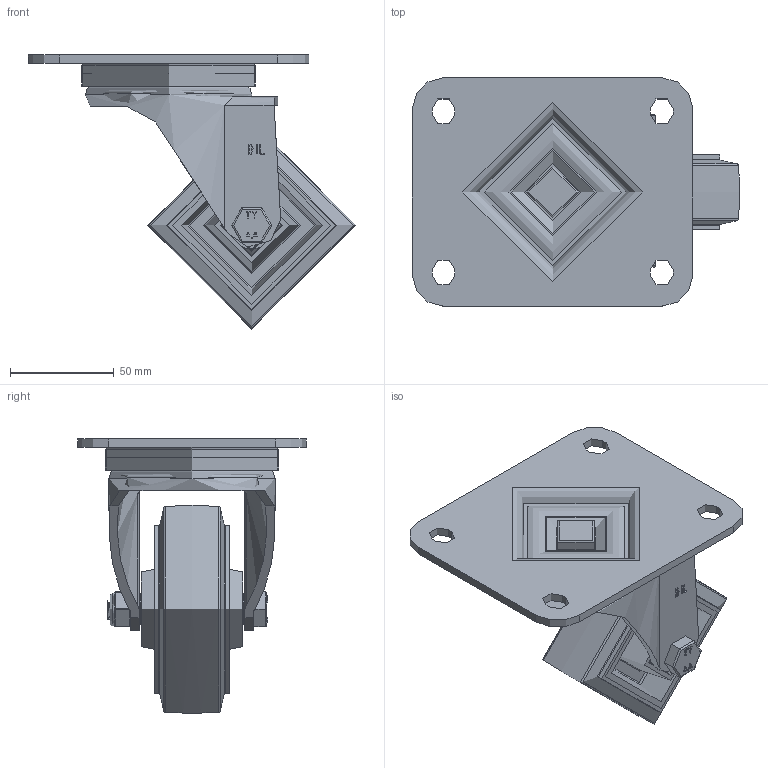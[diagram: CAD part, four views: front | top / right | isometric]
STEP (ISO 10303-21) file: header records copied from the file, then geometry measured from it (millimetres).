
FILE_DESCRIPTION(/* description */ (''),/* implementation_level */ '2;1');
FILE_NAME(/* name */ 'BZPH100SRNB.step',/* time_stamp */ '2025-05-06T10:55:09+01:00',/* author */ (''),/* organization */ (''),/* preprocessor_version */ 'ST-DEVELOPER v20.1',/* originating_system */ 'Autodesk Translation Framework v14.4.0.0',/* authorisation */ '');
FILE_SCHEMA (('AUTOMOTIVE_DESIGN { 1 0 10303 214 3 1 1 }'));
Length unit declared in the file: millimetre
Products named in the file (20): BZPH100SRNB; BZPH100AS v1; ZINC PLATED, PRESSED STEEL TOP PLATE; ZINC PLATED, PRESSED STEEL FORKS; BEARING SEAL; BZH100WSRNRB15 v1; 65 SHORE A ELASTIC RUBBER TYRE; NYLON RIM; ROLLER BEARING; CAGE; RIBS; Component4; TUBEM15X50 v1; ZINC PLATED AXLE TUBE; HEXBOLTM10X70Z8.8 v2; GRADE 8.8 THREADED ZINC PLATED BOLT; NYLOCM10Z v1; NYLOC NUT; RUBBER; NUT
Assembly tree (26 placements, depth 5):
  BZPH100SRNB
    BZPH100AS v1
      ZINC PLATED, PRESSED STEEL TOP PLATE
      ZINC PLATED, PRESSED STEEL FORKS
      BEARING SEAL
    BZH100WSRNRB15 v1
      65 SHORE A ELASTIC RUBBER TYRE
      NYLON RIM
      ROLLER BEARING
        CAGE
        RIBS
          Component4  x8
    TUBEM15X50 v1
      ZINC PLATED AXLE TUBE
    HEXBOLTM10X70Z8.8 v2
      GRADE 8.8 THREADED ZINC PLATED BOLT
    NYLOCM10Z v1
      NYLOC NUT
        RUBBER
        NUT
Bounding box: 157.5 x 110 x 131.95 mm (x, y, z)
Volume: 364049 mm3; surface area: 148929.3 mm2
Topology: 19 solids, 19 shells, 491 faces, 1179 edges, 744 vertices
Faces by surface type: plane 251, cylinder 144, bspline 51, torus 25, sphere 12, cone 8
Full cylindrical faces by diameter (mm): 4 x8, 8.141 x18, 9.85 x19, 10 x3, 10.2 x2, 10.5 x1, 12 x2, 15 x2, 16 x2, 21 x1, 22.75 x1, 23 x1, 25 x1, 26 x1, 28 x2, 30 x1, 32 x1, 51 x2, 72 x1, 76 x2, 80 x1, 81 x2, 82.5 x2, 83.5 x1
Entity records: 20675 total; most frequent: CARTESIAN_POINT 9136, ORIENTED_EDGE 2316, DIRECTION 2244, EDGE_CURVE 1158, AXIS2_PLACEMENT_3D 814, VERTEX_POINT 730, LINE 616, VECTOR 616
